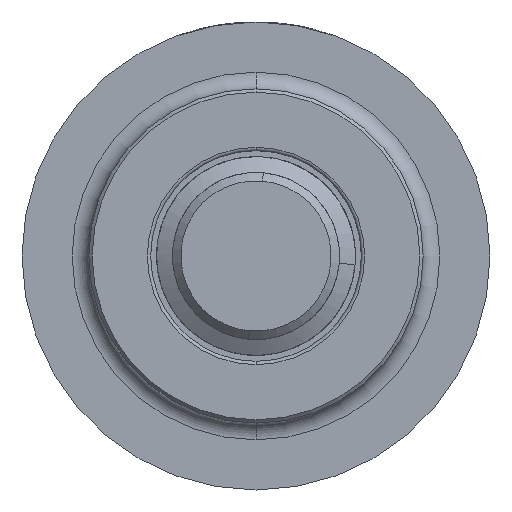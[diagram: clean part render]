
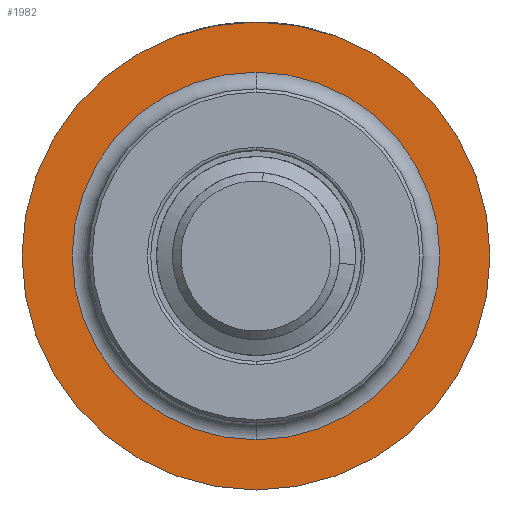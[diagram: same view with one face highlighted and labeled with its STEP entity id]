
A CAD part, front view. The second image highlights one B-rep face of the part: STEP entity #1982.
In plain terms, the highlighted planar face has unit normal (0, -1, 0).
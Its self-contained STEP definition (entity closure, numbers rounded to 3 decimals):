
#94 = EDGE_CURVE ( 'NONE', #5767, #5697, #2909, .T. ) ;
#441 = AXIS2_PLACEMENT_3D ( 'NONE', #3158, #5636, #1914 ) ;
#902 = AXIS2_PLACEMENT_3D ( 'NONE', #1172, #2519, #5657 ) ;
#1172 = CARTESIAN_POINT ( 'NONE',  ( 0., 7.42, 0. ) ) ;
#1447 = AXIS2_PLACEMENT_3D ( 'NONE', #3010, #5498, #7431 ) ;
#1470 = CARTESIAN_POINT ( 'NONE',  ( 0., 7.42, 14. ) ) ;
#1481 = CARTESIAN_POINT ( 'NONE',  ( 0., 7.42, 0. ) ) ;
#1545 = CARTESIAN_POINT ( 'NONE',  ( 0., 7.42, 11. ) ) ;
#1548 = FACE_OUTER_BOUND ( 'NONE', #3325, .T. ) ;
#1809 = CARTESIAN_POINT ( 'NONE',  ( 0., 7.42, 0. ) ) ;
#1857 = VERTEX_POINT ( 'NONE', #3608 ) ;
#1914 = DIRECTION ( 'NONE',  ( 0., 0., -1. ) ) ;
#1982 = ADVANCED_FACE ( 'NONE', ( #1548, #8117 ), #2928, .T. ) ;
#2519 = DIRECTION ( 'NONE',  ( 0., -1., 0. ) ) ;
#2909 = CIRCLE ( 'NONE', #902, 11. ) ;
#2928 = PLANE ( 'NONE',  #1447 ) ;
#3010 = CARTESIAN_POINT ( 'NONE',  ( 11., 7.42, 0. ) ) ;
#3158 = CARTESIAN_POINT ( 'NONE',  ( 0., 7.42, 0. ) ) ;
#3325 = EDGE_LOOP ( 'NONE', ( #6176, #5946 ) ) ;
#3344 = DIRECTION ( 'NONE',  ( 0., -1., 0. ) ) ;
#3608 = CARTESIAN_POINT ( 'NONE',  ( 0., 7.42, -14. ) ) ;
#3732 = CIRCLE ( 'NONE', #7086, 14. ) ;
#3800 = VERTEX_POINT ( 'NONE', #1470 ) ;
#4840 = ORIENTED_EDGE ( 'NONE', *, *, #94, .F. ) ;
#4853 = CIRCLE ( 'NONE', #7837, 14. ) ;
#5060 = EDGE_CURVE ( 'NONE', #1857, #3800, #4853, .T. ) ;
#5498 = DIRECTION ( 'NONE',  ( 0., -1., 0. ) ) ;
#5636 = DIRECTION ( 'NONE',  ( 0., -1., 0. ) ) ;
#5657 = DIRECTION ( 'NONE',  ( 0., 0., -1. ) ) ;
#5668 = DIRECTION ( 'NONE',  ( 0., -1., 0. ) ) ;
#5697 = VERTEX_POINT ( 'NONE', #6519 ) ;
#5767 = VERTEX_POINT ( 'NONE', #1545 ) ;
#5946 = ORIENTED_EDGE ( 'NONE', *, *, #8079, .T. ) ;
#6176 = ORIENTED_EDGE ( 'NONE', *, *, #5060, .T. ) ;
#6519 = CARTESIAN_POINT ( 'NONE',  ( 0., 7.42, -11. ) ) ;
#7086 = AXIS2_PLACEMENT_3D ( 'NONE', #1809, #5668, #7453 ) ;
#7134 = EDGE_LOOP ( 'NONE', ( #7870, #4840 ) ) ;
#7422 = EDGE_CURVE ( 'NONE', #5697, #5767, #7804, .T. ) ;
#7431 = DIRECTION ( 'NONE',  ( 0., 0., -1. ) ) ;
#7453 = DIRECTION ( 'NONE',  ( 0., 0., -1. ) ) ;
#7735 = DIRECTION ( 'NONE',  ( 0., 0., -1. ) ) ;
#7804 = CIRCLE ( 'NONE', #441, 11. ) ;
#7837 = AXIS2_PLACEMENT_3D ( 'NONE', #1481, #3344, #7735 ) ;
#7870 = ORIENTED_EDGE ( 'NONE', *, *, #7422, .F. ) ;
#8079 = EDGE_CURVE ( 'NONE', #3800, #1857, #3732, .T. ) ;
#8117 = FACE_BOUND ( 'NONE', #7134, .T. ) ;
